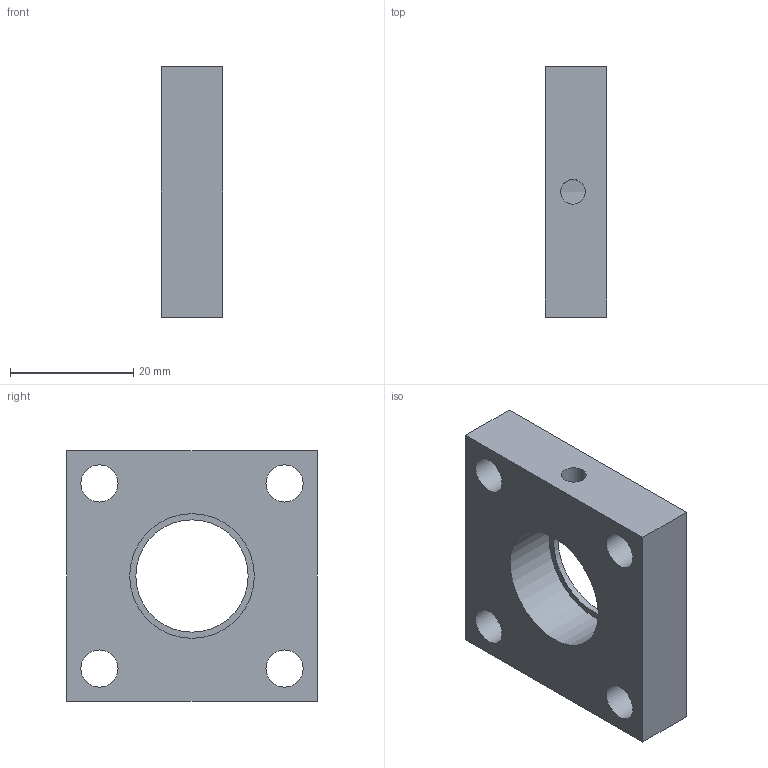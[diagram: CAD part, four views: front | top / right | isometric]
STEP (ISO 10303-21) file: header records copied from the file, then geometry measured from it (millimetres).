
FILE_DESCRIPTION(('FreeCAD Model'),'2;1');
FILE_NAME('Open CASCADE Shape Model','2025-01-30T20:16:09',(''),(''), 'Open CASCADE STEP processor 7.8','FreeCAD','Unknown');
FILE_SCHEMA(('AUTOMOTIVE_DESIGN { 1 0 10303 214 1 1 1 1 }'));
Length unit declared in the file: millimetre
Products named in the file (1): custom cage plate
Bounding box: 10 x 40.6 x 40.6 mm (x, y, z)
Volume: 12071.9 mm3; surface area: 5661.7 mm2
Topology: 1 solids, 1 shells, 14 faces, 33 edges, 22 vertices
Faces by surface type: plane 7, cylinder 7
Full cylindrical faces by diameter (mm): 4 x1, 6.02 x4, 18.2 x1, 20.2 x1
Entity records: 1037 total; most frequent: CARTESIAN_POINT 298, DIRECTION 137, LINE 70, VECTOR 70, ORIENTED_EDGE 66, PCURVE 66, DEFINITIONAL_REPRESENTATION 66, EDGE_CURVE 33
